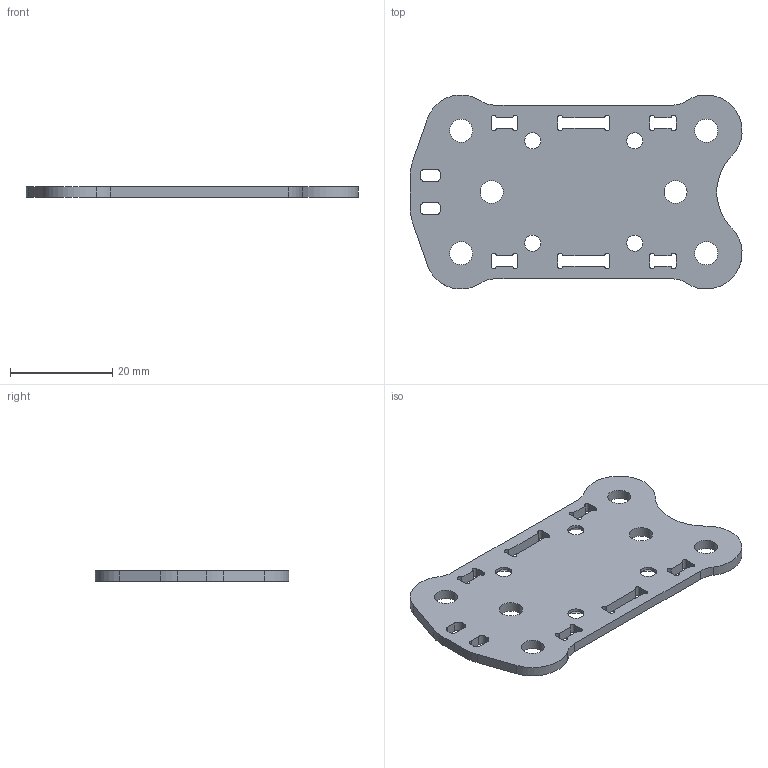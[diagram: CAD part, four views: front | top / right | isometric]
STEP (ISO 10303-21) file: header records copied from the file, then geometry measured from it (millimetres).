
FILE_DESCRIPTION(/* description */ (''),/* implementation_level */ '2;1');
FILE_NAME(/* name */ 'mid_plate.step',/* time_stamp */ '2025-06-03T09:08:58+01:00',/* author */ (''),/* organization */ (''),/* preprocessor_version */ 'ST-DEVELOPER v20.1',/* originating_system */ 'Autodesk Translation Framework v14.10.0.0',/* authorisation */ '');
FILE_SCHEMA (('AUTOMOTIVE_DESIGN { 1 0 10303 214 3 1 1 }'));
Length unit declared in the file: millimetre
Products named in the file (3): Dash Frame; Mid Plate;  M Plate
Assembly tree (2 placements, depth 3):
  Dash Frame
    Mid Plate
       M Plate
Bounding box: 64.98 x 37.96 x 2 mm (x, y, z)
Volume: 3755.5 mm3; surface area: 4704.1 mm2
Topology: 1 solids, 1 shells, 98 faces, 284 edges, 188 vertices
Faces by surface type: cylinder 53, plane 41, cone 4
Full cylindrical faces by diameter (mm): 3.15 x4, 4.5 x6
Entity records: 3425 total; most frequent: DIRECTION 600, CARTESIAN_POINT 575, ORIENTED_EDGE 568, EDGE_CURVE 284, AXIS2_PLACEMENT_3D 213, VERTEX_POINT 188, LINE 174, VECTOR 174
